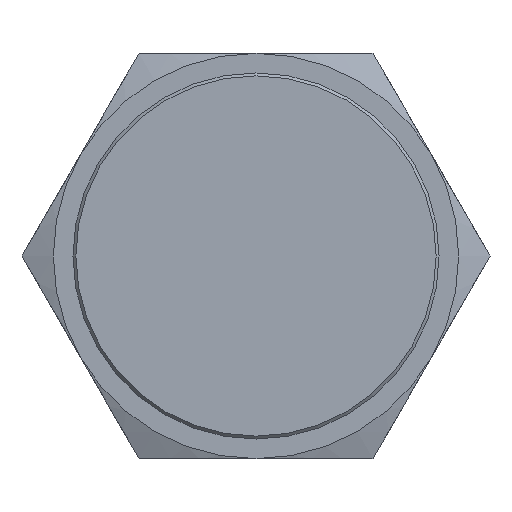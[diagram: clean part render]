
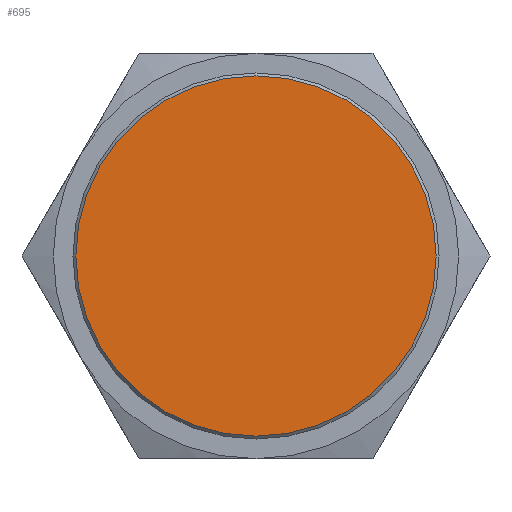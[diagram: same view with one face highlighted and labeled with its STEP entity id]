
A CAD part, front view. The second image highlights one B-rep face of the part: STEP entity #695.
In plain terms, the highlighted planar face has unit normal (0, -1, 0).
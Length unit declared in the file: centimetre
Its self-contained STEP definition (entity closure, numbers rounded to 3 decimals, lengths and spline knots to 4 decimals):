
#157=FACE_OUTER_BOUND('',#208,.T.);
#208=EDGE_LOOP('',(#473));
#277=CIRCLE('',#750,1.2);
#308=VERTEX_POINT('',#1027);
#375=EDGE_CURVE('',#308,#308,#277,.T.);
#473=ORIENTED_EDGE('',*,*,#375,.F.);
#669=PLANE('',#749);
#695=ADVANCED_FACE('',(#157),#669,.F.);
#749=AXIS2_PLACEMENT_3D('',#1026,#834,#835);
#750=AXIS2_PLACEMENT_3D('',#1028,#836,#837);
#834=DIRECTION('center_axis',(0.,1.,0.));
#835=DIRECTION('ref_axis',(0.,0.,1.));
#836=DIRECTION('center_axis',(0.,1.,0.));
#837=DIRECTION('ref_axis',(1.,0.,0.));
#1026=CARTESIAN_POINT('Origin',(1.6166,0.28,1.4));
#1027=CARTESIAN_POINT('',(0.4166,0.28,1.4));
#1028=CARTESIAN_POINT('Origin',(1.6166,0.28,1.4));
